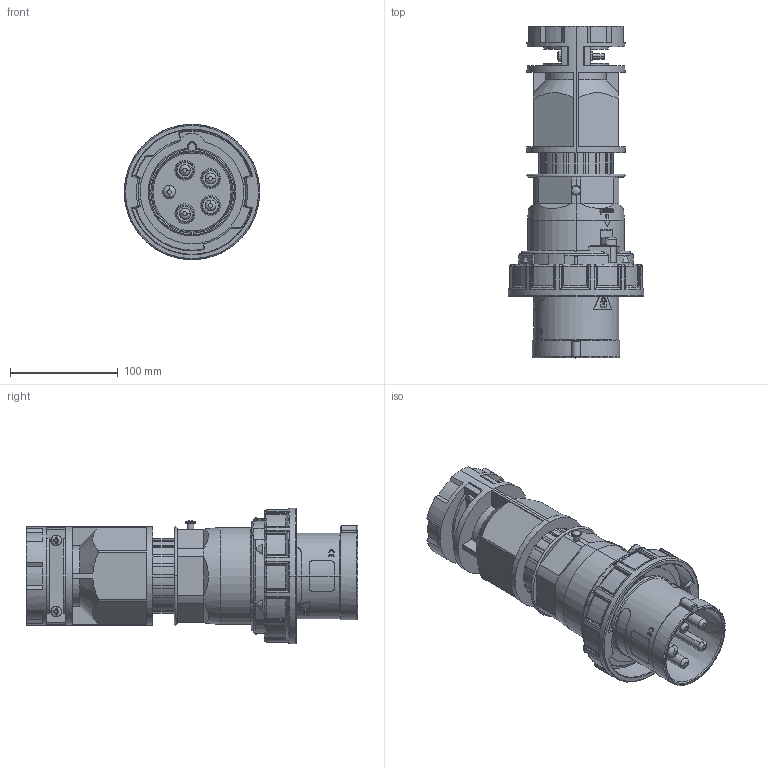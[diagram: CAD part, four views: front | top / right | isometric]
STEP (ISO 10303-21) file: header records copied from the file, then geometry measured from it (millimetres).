
FILE_DESCRIPTION (( 'STEP AP203' ), '1' );
FILE_NAME ('BRY5100P9W.step', '2022-08-17T19:25:01', ( '' ), ( '' ), 'SwSTEP 2.0', 'SolidWorks 2021', '' );
FILE_SCHEMA (( 'CONFIG_CONTROL_DESIGN' ));
Products named in the file (1): BRY5100P9W
Bounding box: 125.5 x 307.75 x 125.5 mm (x, y, z)
Volume: 1156734.6 mm3; surface area: 217393.1 mm2
Topology: 6 solids, 6 shells, 1303 faces, 3488 edges, 2232 vertices
Faces by surface type: cylinder 442, plane 389, bspline 202, torus 122, cone 98, sphere 50
Entity records: 55057 total; most frequent: CARTESIAN_POINT 24313, ORIENTED_EDGE 6916, DIRECTION 5791, EDGE_CURVE 3458, AXIS2_PLACEMENT_3D 2229, VERTEX_POINT 2217, EDGE_LOOP 1367, VECTOR 1333
